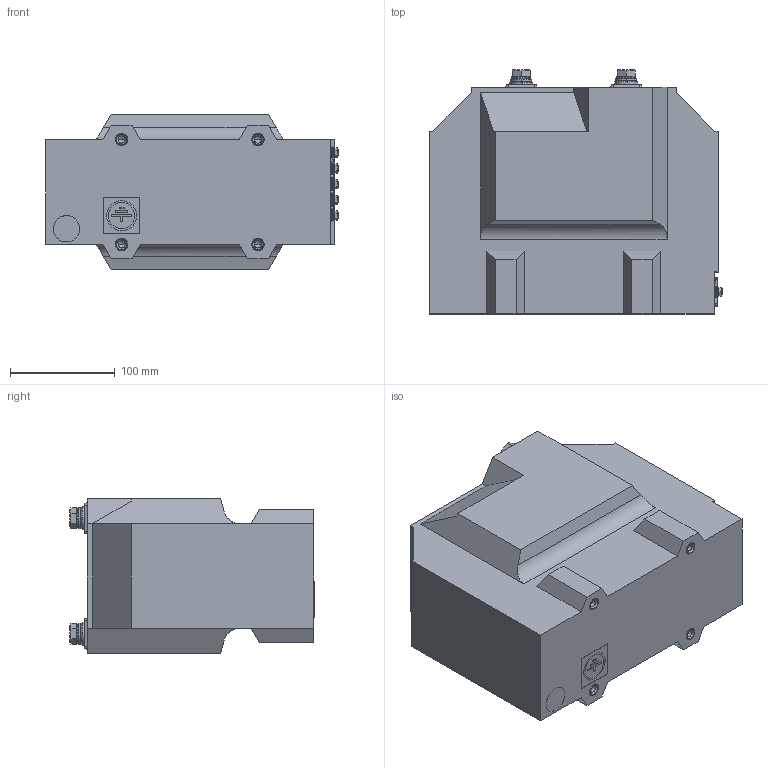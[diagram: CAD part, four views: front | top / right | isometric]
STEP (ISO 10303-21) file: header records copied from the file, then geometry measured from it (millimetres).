
FILE_DESCRIPTION (( 'STEP AP214' ), '1' );
FILE_NAME ('ﾎﾋﾑ-ﾑﾒ-0,63(6;10).STEP', '2023-07-17T05:31:30', ( '' ), ( '' ), 'SwSTEP 2.0', 'SolidWorks 2014', '' );
FILE_SCHEMA (( 'AUTOMOTIVE_DESIGN' ));
Length unit declared in the file: millimetre
Products named in the file (17): ÂÅÈÓ.754447.004 Çíàê çàçåìëåíèÿ ÃÎÑÒ 21130-75; ÑÒ.ÎË.01.00.00.001 Ïàñïîðòíàÿ òàáëè÷êà ÎËÑ-ÑÒ_-00; ÑÒ.ÎË.01.01.00.000 Ñáîðêà ñ çàëèâêîé_-02; Äîçàëèâêà^ÑÒ.ÎË.01.01.00.000 Ñáîðêà ñ çàëèâêîé; �������^��.��.01.01.00.000 ������ � ��������_����-��-6(10) (2 ���.); ÑÒ.ÎË.01.01.01.000 Àêòèâíàÿ ÷àñòü_-02; hex screw gradeab_din_ISO 4017 - M6 x 16-N; ÂÅÈÓ.758472.021 Ãàéêà; 屡扔.758472.007 绵殛郷-02; ÂÅÈÓ.713141.006 Âòóëêà îïîðíàÿ_-00; Áîëò DIN 933_5å10; ﾘ琺矜 DIN 127 B_5; ﾎﾋﾑ-ﾑﾒ-0,63(6;10); ﾘ琺矜 DIN 125 ﾀ_5.01.019; Áîëò DIN 933_10å20 ; ﾘ琺矜 DIN 127 B_10; ﾘ琺矜 DIN 125 ﾀ_10.01.019
Assembly tree (42 placements, depth 4):
  ﾎﾋﾑ-ﾑﾒ-0,63(6;10)
    ÑÒ.ÎË.01.01.00.000 Ñáîðêà ñ çàëèâêîé_-02
      ÑÒ.ÎË.01.01.01.000 Àêòèâíàÿ ÷àñòü_-02
        ÂÅÈÓ.713141.006 Âòóëêà îïîðíàÿ_-00  x4
        屡扔.758472.007 绵殛郷-02  x5
        ÂÅÈÓ.758472.021 Ãàéêà  x2
        hex screw gradeab_din_ISO 4017 - M6 x 16-N  x4
      �������^��.��.01.01.00.000 ������ � ��������_����-��-6(10) (2 ���.)
      Äîçàëèâêà^ÑÒ.ÎË.01.01.00.000 Ñáîðêà ñ çàëèâêîé
    ÑÒ.ÎË.01.00.00.001 Ïàñïîðòíàÿ òàáëè÷êà ÎËÑ-ÑÒ_-00
    ÂÅÈÓ.754447.004 Çíàê çàçåìëåíèÿ ÃÎÑÒ 21130-75
    ﾘ琺矜 DIN 125 ﾀ_10.01.019  x2
    ﾘ琺矜 DIN 127 B_10  x2
    Áîëò DIN 933_10å20   x2
    ﾘ琺矜 DIN 125 ﾀ_5.01.019  x5
    ﾘ琺矜 DIN 127 B_5  x5
    Áîëò DIN 933_5å10  x5
Bounding box: 279.2 x 232.8 x 148 mm (x, y, z)
Volume: 4563077.4 mm3; surface area: 663696 mm2
Topology: 44 solids, 47 shells, 4547 faces, 11825 edges, 7676 vertices
Faces by surface type: plane 2418, bspline 1211, cylinder 522, cone 316, torus 78, sphere 2
Entity records: 216163 total; most frequent: CARTESIAN_POINT 94840, ORIENTED_EDGE 21656, DIRECTION 15267, EDGE_CURVE 10828, VERTEX_POINT 7106, LINE 7051, VECTOR 7051, EDGE_LOOP 4482
